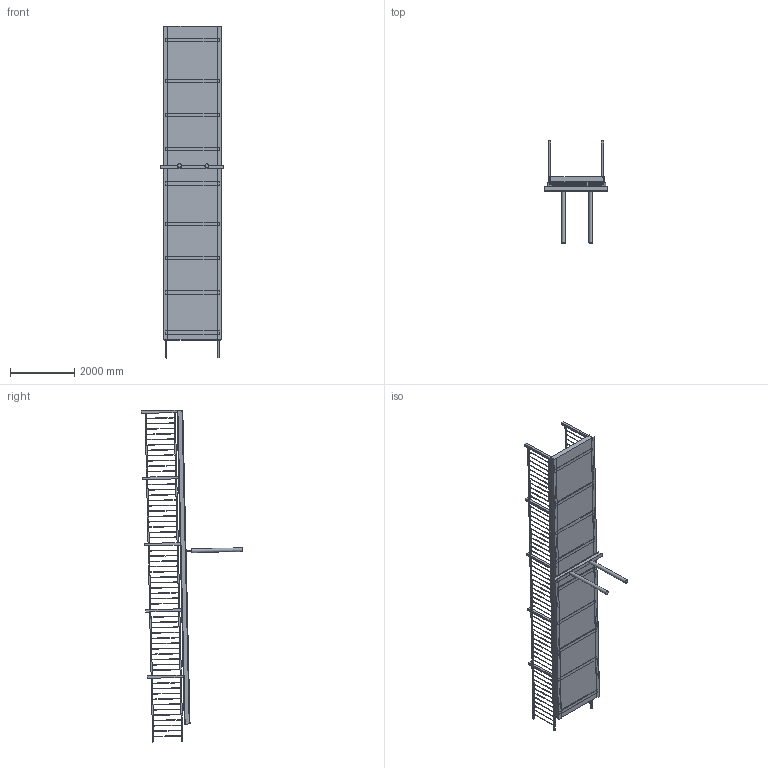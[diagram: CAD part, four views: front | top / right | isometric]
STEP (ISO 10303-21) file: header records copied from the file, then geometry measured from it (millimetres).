
FILE_DESCRIPTION(/* description */ (''),/* implementation_level */ '2;1');
FILE_NAME(/* name */ 'CAD Model of Bridge Assembly.stp',/* time_stamp */ '2024-06-28T15:47:22-04:00',/* author */ ('track'),/* organization */ (''),/* preprocessor_version */ 'ST-DEVELOPER v20',/* originating_system */ 'Autodesk Inventor 2025',/* authorisation */ '');
FILE_SCHEMA (('AUTOMOTIVE_DESIGN { 1 0 10303 214 3 1 1 }'));
Length unit declared in the file: inch
Products named in the file (7): CAD Model of Bridge Assembly; Concrete Walkway; Long I-Beam; Cylinder Supports; Short I-Beam; Cross Supports; Railing
Assembly tree (16 placements, depth 2):
  CAD Model of Bridge Assembly
    Concrete Walkway
    Long I-Beam  x2
    Cylinder Supports
    Short I-Beam
    Railing  x10
    Cross Supports
Bounding box: 1987.55 x 3162.3 x 10311.38 mm (x, y, z)
Volume: 2847932049.7 mm3; surface area: 69722358 mm2
Topology: 25 solids, 25 shells, 708 faces, 1914 edges, 1276 vertices
Faces by surface type: plane 706, cylinder 2
Full cylindrical faces by diameter (mm): 114.3 x2
Entity records: 4753 total; most frequent: CARTESIAN_POINT 787, ORIENTED_EDGE 732, DIRECTION 724, EDGE_CURVE 366, LINE 362, VECTOR 362, VERTEX_POINT 244, AXIS2_PLACEMENT_3D 181
